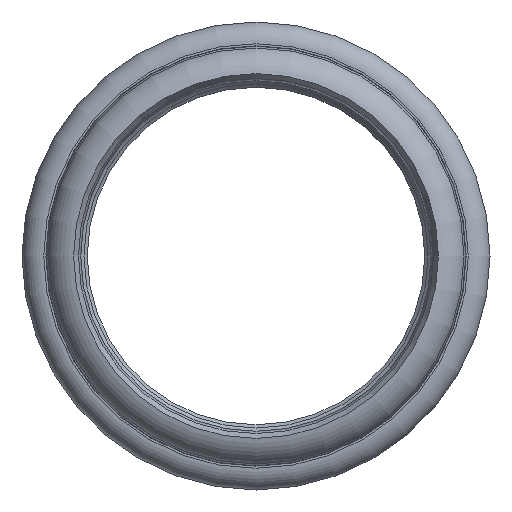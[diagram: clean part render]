
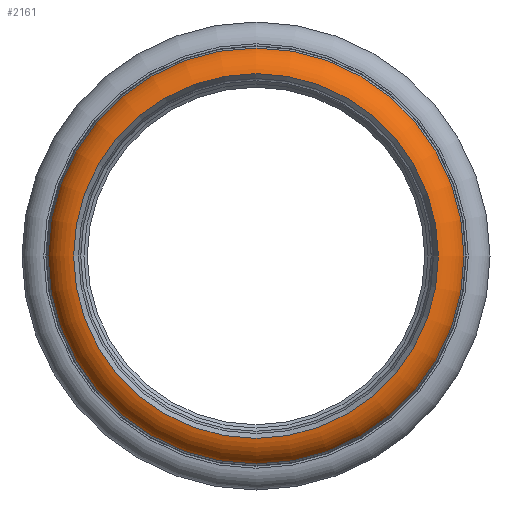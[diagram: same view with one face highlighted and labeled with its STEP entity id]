
A CAD part, left-side view. The second image highlights one B-rep face of the part: STEP entity #2161.
In plain terms, the highlighted toroidal (fillet/blend) face has major radius 27.42 mm and minor radius 4.961 mm.
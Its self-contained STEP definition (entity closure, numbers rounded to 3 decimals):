
#183=FACE_OUTER_BOUND('',#309,.T.);
#309=EDGE_LOOP('',(#1409,#1410,#1411,#1412,#1413,#1414,#1415));
#477=CIRCLE('',#2308,32.039);
#478=CIRCLE('',#2309,32.039);
#479=CIRCLE('',#2310,4.961);
#480=CIRCLE('',#2311,28.1);
#481=CIRCLE('',#2312,28.1);
#482=CIRCLE('',#2313,28.1);
#797=VERTEX_POINT('',#3677);
#798=VERTEX_POINT('',#3678);
#799=VERTEX_POINT('',#3681);
#800=VERTEX_POINT('',#3683);
#801=VERTEX_POINT('',#3685);
#1061=EDGE_CURVE('',#797,#798,#477,.T.);
#1062=EDGE_CURVE('',#798,#797,#478,.T.);
#1063=EDGE_CURVE('',#798,#799,#479,.T.);
#1064=EDGE_CURVE('',#800,#799,#480,.T.);
#1065=EDGE_CURVE('',#801,#800,#481,.T.);
#1066=EDGE_CURVE('',#799,#801,#482,.T.);
#1409=ORIENTED_EDGE('',*,*,#1061,.F.);
#1410=ORIENTED_EDGE('',*,*,#1062,.F.);
#1411=ORIENTED_EDGE('',*,*,#1063,.T.);
#1412=ORIENTED_EDGE('',*,*,#1064,.F.);
#1413=ORIENTED_EDGE('',*,*,#1065,.F.);
#1414=ORIENTED_EDGE('',*,*,#1066,.F.);
#1415=ORIENTED_EDGE('',*,*,#1063,.F.);
#2105=TOROIDAL_SURFACE('',#2307,27.42,4.961);
#2161=ADVANCED_FACE('',(#183),#2105,.T.);
#2307=AXIS2_PLACEMENT_3D('',#3676,#2755,#2756);
#2308=AXIS2_PLACEMENT_3D('',#3679,#2757,#2758);
#2309=AXIS2_PLACEMENT_3D('',#3680,#2759,#2760);
#2310=AXIS2_PLACEMENT_3D('',#3682,#2761,#2762);
#2311=AXIS2_PLACEMENT_3D('',#3684,#2763,#2764);
#2312=AXIS2_PLACEMENT_3D('',#3686,#2765,#2766);
#2313=AXIS2_PLACEMENT_3D('',#3687,#2767,#2768);
#2755=DIRECTION('center_axis',(1.,0.,0.));
#2756=DIRECTION('ref_axis',(0.,0.,1.));
#2757=DIRECTION('center_axis',(1.,0.,0.));
#2758=DIRECTION('ref_axis',(0.,0.,-1.));
#2759=DIRECTION('center_axis',(1.,0.,0.));
#2760=DIRECTION('ref_axis',(0.,0.,-1.));
#2761=DIRECTION('center_axis',(0.,1.,0.));
#2762=DIRECTION('ref_axis',(0.,0.,-1.));
#2763=DIRECTION('center_axis',(-1.,0.,0.));
#2764=DIRECTION('ref_axis',(0.,1.,0.));
#2765=DIRECTION('center_axis',(-1.,0.,0.));
#2766=DIRECTION('ref_axis',(0.,1.,0.));
#2767=DIRECTION('center_axis',(-1.,0.,0.));
#2768=DIRECTION('ref_axis',(0.,1.,0.));
#3676=CARTESIAN_POINT('Origin',(-105.586,0.,0.));
#3677=CARTESIAN_POINT('',(-107.395,0.,32.039));
#3678=CARTESIAN_POINT('',(-107.395,0.,-32.039));
#3679=CARTESIAN_POINT('Origin',(-107.395,0.,0.));
#3680=CARTESIAN_POINT('Origin',(-107.395,0.,0.));
#3681=CARTESIAN_POINT('',(-110.5,0.,-28.1));
#3682=CARTESIAN_POINT('Origin',(-105.586,0.,
-27.42));
#3683=CARTESIAN_POINT('',(-110.5,28.1,0.));
#3684=CARTESIAN_POINT('Origin',(-110.5,0.,0.));
#3685=CARTESIAN_POINT('',(-110.5,-28.1,0.));
#3686=CARTESIAN_POINT('Origin',(-110.5,0.,0.));
#3687=CARTESIAN_POINT('Origin',(-110.5,0.,0.));
